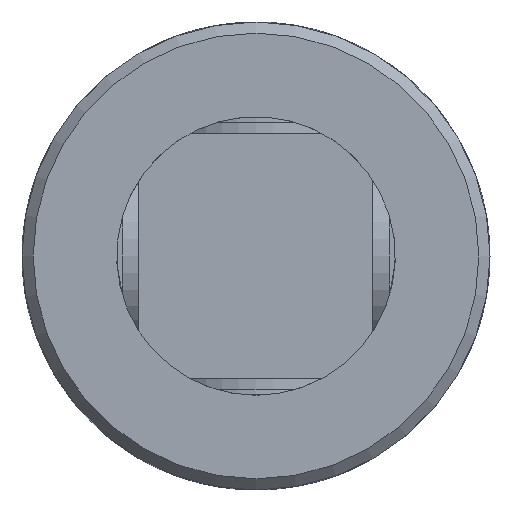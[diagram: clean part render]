
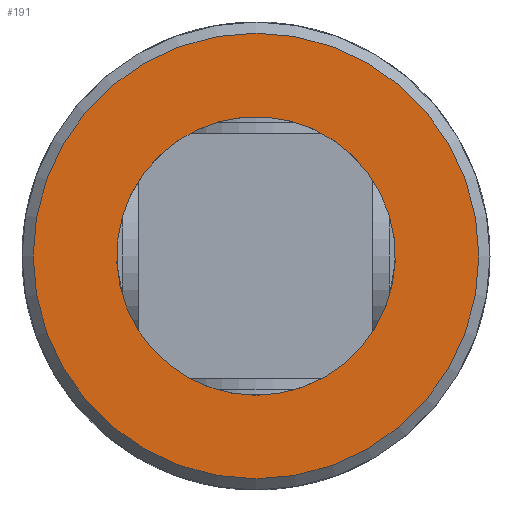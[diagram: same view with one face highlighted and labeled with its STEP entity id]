
A CAD part, left-side view. The second image highlights one B-rep face of the part: STEP entity #191.
In plain terms, the highlighted planar face has unit normal (-1, 0, 0).
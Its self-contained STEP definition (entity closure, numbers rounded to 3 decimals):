
#191 = ADVANCED_FACE( '', ( #366, #367 ), #368, .F. );
#366 = FACE_OUTER_BOUND( '', #520, .T. );
#367 = FACE_BOUND( '', #521, .T. );
#368 = PLANE( '', #522 );
#520 = EDGE_LOOP( '', ( #821 ) );
#521 = EDGE_LOOP( '', ( #822 ) );
#522 = AXIS2_PLACEMENT_3D( '', #823, #824, #825 );
#821 = ORIENTED_EDGE( '', *, *, #928, .F. );
#822 = ORIENTED_EDGE( '', *, *, #904, .T. );
#823 = CARTESIAN_POINT( '', ( 0., 0., 0. ) );
#824 = DIRECTION( '', ( 1., 0., 0. ) );
#825 = DIRECTION( '', ( 0., 0., -1. ) );
#904 = EDGE_CURVE( '', #1059, #1059, #1060, .T. );
#928 = EDGE_CURVE( '', #1091, #1091, #1092, .T. );
#1059 = VERTEX_POINT( '', #1626 );
#1060 = CIRCLE( '', #1627, 12.5 );
#1091 = VERTEX_POINT( '', #1708 );
#1092 = CIRCLE( '', #1709, 20. );
#1626 = CARTESIAN_POINT( '', ( 0., 0., -12.5 ) );
#1627 = AXIS2_PLACEMENT_3D( '', #1818, #1819, #1820 );
#1708 = CARTESIAN_POINT( '', ( 0., 0., -20. ) );
#1709 = AXIS2_PLACEMENT_3D( '', #1844, #1845, #1846 );
#1818 = CARTESIAN_POINT( '', ( 0., 0., 0. ) );
#1819 = DIRECTION( '', ( 1., 0., 0. ) );
#1820 = DIRECTION( '', ( 0., 0., -1. ) );
#1844 = CARTESIAN_POINT( '', ( 0., 0., 0. ) );
#1845 = DIRECTION( '', ( 1., 0., 0. ) );
#1846 = DIRECTION( '', ( 0., 0., -1. ) );
